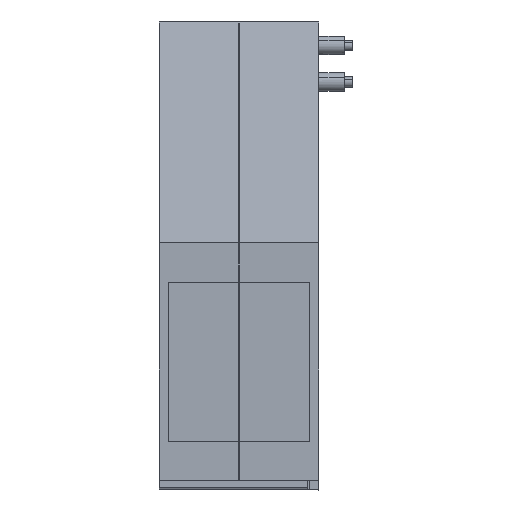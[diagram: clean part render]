
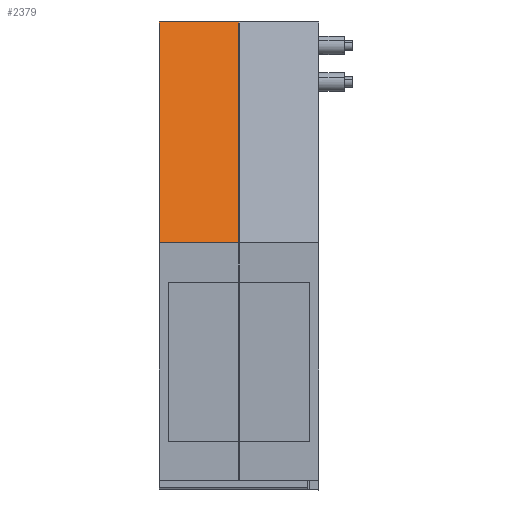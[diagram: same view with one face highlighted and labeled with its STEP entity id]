
A CAD part, top view. The second image highlights one B-rep face of the part: STEP entity #2379.
In plain terms, the highlighted planar face has unit normal (0, 0.26, 0.966).
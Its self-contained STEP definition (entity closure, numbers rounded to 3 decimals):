
#2371=AXIS2_PLACEMENT_3D('Plane Axis2P3D',#2368,#2369,#2370) ;
#537=CARTESIAN_POINT('Vertex',(9.35,55.,72.6)) ;
#540=CARTESIAN_POINT('Line Origine',(9.35,42.,76.1)) ;
#544=CARTESIAN_POINT('Vertex',(9.35,29.,79.6)) ;
#1008=CARTESIAN_POINT('Vertex',(0.,29.,79.6)) ;
#1011=CARTESIAN_POINT('Line Origine',(0.,42.,76.1)) ;
#1015=CARTESIAN_POINT('Vertex',(0.,55.,72.6)) ;
#1311=CARTESIAN_POINT('Line Origine',(4.675,55.,72.6)) ;
#1503=CARTESIAN_POINT('Line Origine',(4.675,29.,79.6)) ;
#2368=CARTESIAN_POINT('Axis2P3D Location',(0.,55.,72.6)) ;
#541=DIRECTION('Vector Direction',(0.,0.966,-0.26)) ;
#1012=DIRECTION('Vector Direction',(0.,-0.966,0.26)) ;
#1312=DIRECTION('Vector Direction',(1.,0.,0.)) ;
#1504=DIRECTION('Vector Direction',(1.,0.,0.)) ;
#2369=DIRECTION('Axis2P3D Direction',(0.,0.26,0.966)) ;
#2370=DIRECTION('Axis2P3D XDirection',(0.,-0.966,0.26)) ;
#542=VECTOR('Line Direction',#541,1.) ;
#1013=VECTOR('Line Direction',#1012,1.) ;
#1313=VECTOR('Line Direction',#1312,1.) ;
#1505=VECTOR('Line Direction',#1504,1.) ;
#2374=ORIENTED_EDGE('',*,*,#1315,.F.) ;
#2375=ORIENTED_EDGE('',*,*,#1017,.F.) ;
#2376=ORIENTED_EDGE('',*,*,#1507,.T.) ;
#2377=ORIENTED_EDGE('',*,*,#546,.F.) ;
#2379=ADVANCED_FACE('Primary_Body',(#2378),#2372,.T.) ;
#546=EDGE_CURVE('',#538,#545,#543,.F.) ;
#1017=EDGE_CURVE('',#1009,#1016,#1014,.F.) ;
#1315=EDGE_CURVE('',#1016,#538,#1314,.T.) ;
#1507=EDGE_CURVE('',#1009,#545,#1506,.T.) ;
#2373=EDGE_LOOP('',(#2374,#2375,#2376,#2377)) ;
#2378=FACE_OUTER_BOUND('',#2373,.T.) ;
#543=LINE('Line',#540,#542) ;
#1014=LINE('Line',#1011,#1013) ;
#1314=LINE('Line',#1311,#1313) ;
#1506=LINE('Line',#1503,#1505) ;
#2372=PLANE('',#2371) ;
#538=VERTEX_POINT('',#537) ;
#545=VERTEX_POINT('',#544) ;
#1009=VERTEX_POINT('',#1008) ;
#1016=VERTEX_POINT('',#1015) ;
